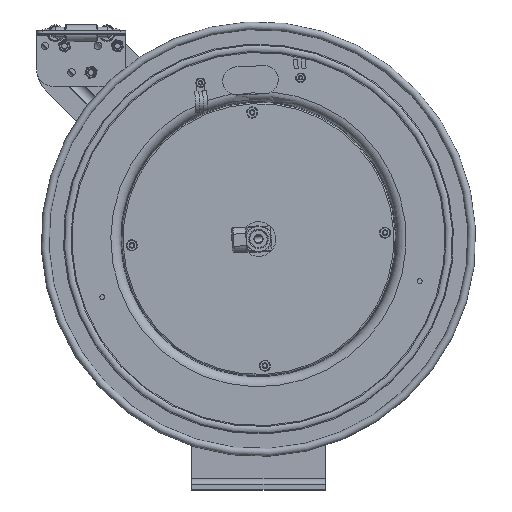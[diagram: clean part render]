
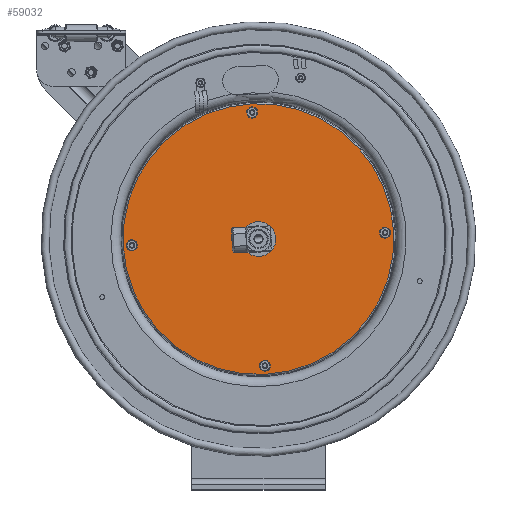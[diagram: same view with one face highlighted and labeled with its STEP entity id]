
A CAD part, top view. The second image highlights one B-rep face of the part: STEP entity #59032.
In plain terms, the highlighted planar face has unit normal (0, 0, 1).
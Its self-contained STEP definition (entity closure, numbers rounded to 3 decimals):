
#2207=FACE_BOUND('',#9455,.T.);
#2208=FACE_BOUND('',#9456,.T.);
#2209=FACE_BOUND('',#9457,.T.);
#2210=FACE_BOUND('',#9458,.T.);
#2211=FACE_BOUND('',#9459,.T.);
#4737=CIRCLE('',#63012,6.078);
#4738=CIRCLE('',#63013,0.655);
#4739=CIRCLE('',#63014,0.14);
#4740=CIRCLE('',#63015,0.14);
#4741=CIRCLE('',#63016,0.14);
#4742=CIRCLE('',#63017,0.14);
#6988=FACE_OUTER_BOUND('',#9454,.T.);
#9454=EDGE_LOOP('',(#47214));
#9455=EDGE_LOOP('',(#47215));
#9456=EDGE_LOOP('',(#47216));
#9457=EDGE_LOOP('',(#47217));
#9458=EDGE_LOOP('',(#47218));
#9459=EDGE_LOOP('',(#47219));
#25818=VERTEX_POINT('',#96152);
#25819=VERTEX_POINT('',#96154);
#25820=VERTEX_POINT('',#96156);
#25821=VERTEX_POINT('',#96158);
#25822=VERTEX_POINT('',#96160);
#25823=VERTEX_POINT('',#96162);
#34611=EDGE_CURVE('',#25818,#25818,#4737,.T.);
#34612=EDGE_CURVE('',#25819,#25819,#4738,.T.);
#34613=EDGE_CURVE('',#25820,#25820,#4739,.T.);
#34614=EDGE_CURVE('',#25821,#25821,#4740,.T.);
#34615=EDGE_CURVE('',#25822,#25822,#4741,.T.);
#34616=EDGE_CURVE('',#25823,#25823,#4742,.T.);
#47214=ORIENTED_EDGE('',*,*,#34611,.F.);
#47215=ORIENTED_EDGE('',*,*,#34612,.T.);
#47216=ORIENTED_EDGE('',*,*,#34613,.T.);
#47217=ORIENTED_EDGE('',*,*,#34614,.T.);
#47218=ORIENTED_EDGE('',*,*,#34615,.T.);
#47219=ORIENTED_EDGE('',*,*,#34616,.T.);
#54714=PLANE('',#63011);
#59032=ADVANCED_FACE('',(#6988,#2207,#2208,#2209,#2210,#2211),#54714,.T.);
#63011=AXIS2_PLACEMENT_3D('',#96151,#72533,#72534);
#63012=AXIS2_PLACEMENT_3D('',#96153,#72535,#72536);
#63013=AXIS2_PLACEMENT_3D('',#96155,#72537,#72538);
#63014=AXIS2_PLACEMENT_3D('',#96157,#72539,#72540);
#63015=AXIS2_PLACEMENT_3D('',#96159,#72541,#72542);
#63016=AXIS2_PLACEMENT_3D('',#96161,#72543,#72544);
#63017=AXIS2_PLACEMENT_3D('',#96163,#72545,#72546);
#72533=DIRECTION('center_axis',(0.,0.,
1.));
#72534=DIRECTION('ref_axis',(-0.999,-0.05,0.));
#72535=DIRECTION('center_axis',(0.,0.,
-1.));
#72536=DIRECTION('ref_axis',(-0.999,-0.05,0.));
#72537=DIRECTION('center_axis',(0.,0.,
-1.));
#72538=DIRECTION('ref_axis',(0.999,0.05,0.));
#72539=DIRECTION('center_axis',(0.,0.,
-1.));
#72540=DIRECTION('ref_axis',(-0.999,-0.05,0.));
#72541=DIRECTION('center_axis',(0.,0.,
-1.));
#72542=DIRECTION('ref_axis',(-0.999,-0.05,0.));
#72543=DIRECTION('center_axis',(0.,0.,
-1.));
#72544=DIRECTION('ref_axis',(-0.999,-0.05,0.));
#72545=DIRECTION('center_axis',(0.,0.,
-1.));
#72546=DIRECTION('ref_axis',(-0.999,-0.05,0.));
#96151=CARTESIAN_POINT('Origin',(51.936,0.,-49.516));
#96152=CARTESIAN_POINT('',(58.006,0.306,-49.516));
#96153=CARTESIAN_POINT('Origin',(51.936,0.,-49.516));
#96154=CARTESIAN_POINT('',(51.282,-0.033,-49.516));
#96155=CARTESIAN_POINT('Origin',(51.936,0.,-49.516));
#96156=CARTESIAN_POINT('',(46.116,-0.293,-49.516));
#96157=CARTESIAN_POINT('Origin',(46.255,-0.286,-49.516));
#96158=CARTESIAN_POINT('',(57.476,0.279,-49.516));
#96159=CARTESIAN_POINT('Origin',(57.616,0.286,-49.516));
#96160=CARTESIAN_POINT('',(52.082,-5.687,-49.516));
#96161=CARTESIAN_POINT('Origin',(52.222,-5.68,-49.516));
#96162=CARTESIAN_POINT('',(51.51,5.673,-49.516));
#96163=CARTESIAN_POINT('Origin',(51.65,5.68,-49.516));
